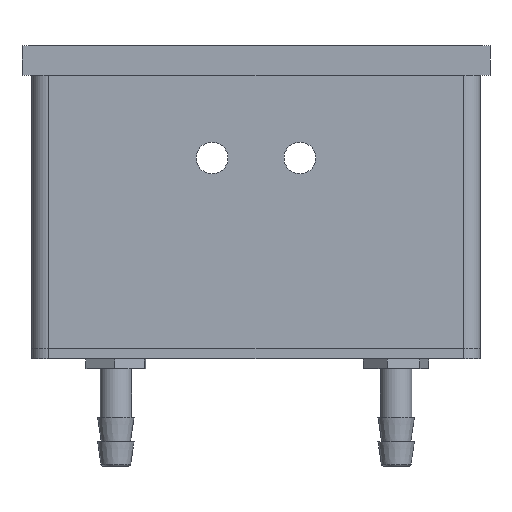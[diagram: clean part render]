
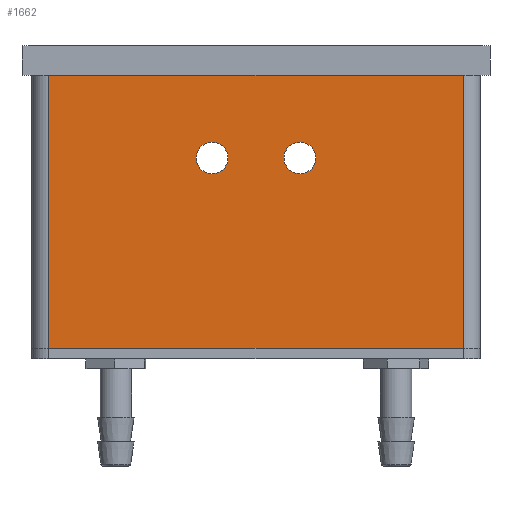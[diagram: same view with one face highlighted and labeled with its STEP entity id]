
A CAD part, front view. The second image highlights one B-rep face of the part: STEP entity #1662.
In plain terms, the highlighted planar face has unit normal (0, -1, 0).
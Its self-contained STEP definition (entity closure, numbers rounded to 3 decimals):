
#1662=ADVANCED_FACE('',(#13344,#13346,#13348),#13350,.T.);
#13344=FACE_BOUND('',#13345,.T.);
#13345=EDGE_LOOP('',(#22069,#22070,#22071,#22072));
#13346=FACE_BOUND('',#13347,.T.);
#13347=EDGE_LOOP('',(#22073));
#13348=FACE_BOUND('',#13349,.T.);
#13349=EDGE_LOOP('',(#22074));
#13350=PLANE('',#13351);
#13351=AXIS2_PLACEMENT_3D('',#13352,#13353,#13354);
#13352=CARTESIAN_POINT('',(46.,-46.,56.));
#13353=DIRECTION('',(0.,-1.,0.));
#13354=DIRECTION('',(1.,0.,0.));
#22069=ORIENTED_EDGE('',*,*,#30094,.T.);
#22070=ORIENTED_EDGE('',*,*,#30136,.F.);
#22071=ORIENTED_EDGE('',*,*,#30137,.T.);
#22072=ORIENTED_EDGE('',*,*,#30138,.T.);
#22073=ORIENTED_EDGE('',*,*,#30118,.T.);
#22074=ORIENTED_EDGE('',*,*,#30119,.T.);
#30094=EDGE_CURVE('',#33698,#33696,#33699,.T.);
#30118=EDGE_CURVE('',#33745,#33745,#33746,.T.);
#30119=EDGE_CURVE('',#33747,#33747,#33748,.T.);
#30136=EDGE_CURVE('',#33778,#33696,#33780,.T.);
#30137=EDGE_CURVE('',#33778,#33781,#33782,.T.);
#30138=EDGE_CURVE('',#33781,#33698,#33783,.T.);
#33696=VERTEX_POINT('',#40543);
#33698=VERTEX_POINT('',#40548);
#33699=LINE('',#40549,#40550);
#33745=VERTEX_POINT('',#40648);
#33746=CIRCLE('',#40649,3.25);
#33747=VERTEX_POINT('',#40653);
#33748=CIRCLE('',#40654,3.25);
#33778=VERTEX_POINT('',#40725);
#33780=LINE('',#40730,#40731);
#33781=VERTEX_POINT('',#40733);
#33782=LINE('',#40734,#40735);
#33783=LINE('',#40737,#40738);
#40543=CARTESIAN_POINT('',(42.5,-46.,0.));
#40548=CARTESIAN_POINT('',(-42.5,-46.,0.));
#40549=CARTESIAN_POINT('',(-42.5,-46.,0.));
#40550=VECTOR('',#40551,1.);
#40551=DIRECTION('',(1.,0.,0.));
#40648=CARTESIAN_POINT('',(12.25,-46.,39.));
#40649=AXIS2_PLACEMENT_3D('',#40650,#40651,#40652);
#40650=CARTESIAN_POINT('',(9.,-46.,39.));
#40651=DIRECTION('',(0.,1.,0.));
#40652=DIRECTION('',(1.,0.,0.));
#40653=CARTESIAN_POINT('',(-5.75,-46.,39.));
#40654=AXIS2_PLACEMENT_3D('',#40655,#40656,#40657);
#40655=CARTESIAN_POINT('',(-9.,-46.,39.));
#40656=DIRECTION('',(0.,1.,0.));
#40657=DIRECTION('',(1.,0.,0.));
#40725=CARTESIAN_POINT('',(42.5,-46.,56.));
#40730=CARTESIAN_POINT('',(42.5,-46.,56.));
#40731=VECTOR('',#40732,1.);
#40732=DIRECTION('',(0.,0.,-1.));
#40733=CARTESIAN_POINT('',(-42.5,-46.,56.));
#40734=CARTESIAN_POINT('',(42.5,-46.,56.));
#40735=VECTOR('',#40736,1.);
#40736=DIRECTION('',(-1.,0.,0.));
#40737=CARTESIAN_POINT('',(-42.5,-46.,56.));
#40738=VECTOR('',#40739,1.);
#40739=DIRECTION('',(0.,0.,-1.));
